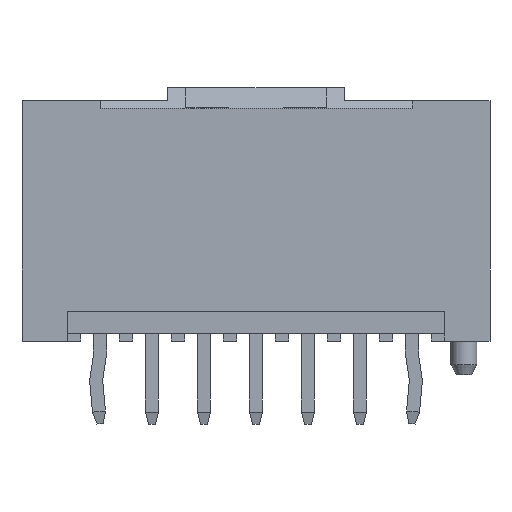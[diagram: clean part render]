
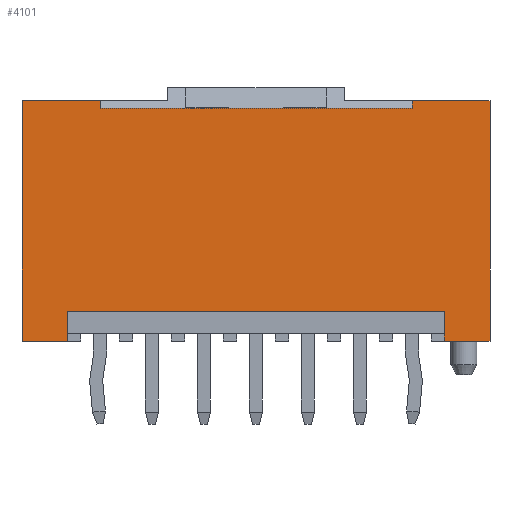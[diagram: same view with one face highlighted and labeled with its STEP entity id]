
A CAD part, front view. The second image highlights one B-rep face of the part: STEP entity #4101.
In plain terms, the highlighted planar face has unit normal (0, -1, 0).
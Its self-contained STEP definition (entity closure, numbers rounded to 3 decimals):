
#33=DIRECTION('',(0.,0.,-1.));
#34=VECTOR('',#33,9.25);
#35=CARTESIAN_POINT('',(-9.,-2.9,9.25));
#36=LINE('',#35,#34);
#357=DIRECTION('',(1.,0.,0.));
#358=VECTOR('',#357,12.);
#359=CARTESIAN_POINT('',(-6.,-2.9,8.95));
#360=LINE('',#359,#358);
#361=DIRECTION('',(0.,0.,-1.));
#362=VECTOR('',#361,0.3);
#363=CARTESIAN_POINT('',(6.,-2.9,9.25));
#364=LINE('',#363,#362);
#365=DIRECTION('',(1.,0.,0.));
#366=VECTOR('',#365,3.);
#367=CARTESIAN_POINT('',(6.,-2.9,9.25));
#368=LINE('',#367,#366);
#369=DIRECTION('',(0.,0.,-1.));
#370=VECTOR('',#369,1.15);
#371=CARTESIAN_POINT('',(7.25,-2.9,1.15));
#372=LINE('',#371,#370);
#373=DIRECTION('',(1.,0.,0.));
#374=VECTOR('',#373,14.5);
#375=CARTESIAN_POINT('',(-7.25,-2.9,1.15));
#376=LINE('',#375,#374);
#377=DIRECTION('',(0.,0.,-1.));
#378=VECTOR('',#377,1.15);
#379=CARTESIAN_POINT('',(-7.25,-2.9,1.15));
#380=LINE('',#379,#378);
#381=DIRECTION('',(1.,0.,0.));
#382=VECTOR('',#381,3.);
#383=CARTESIAN_POINT('',(-9.,-2.9,9.25));
#384=LINE('',#383,#382);
#385=DIRECTION('',(0.,0.,-1.));
#386=VECTOR('',#385,0.3);
#387=CARTESIAN_POINT('',(-6.,-2.9,9.25));
#388=LINE('',#387,#386);
#1298=DIRECTION('',(1.,0.,0.));
#1299=VECTOR('',#1298,1.75);
#1300=CARTESIAN_POINT('',(-9.,-2.9,0.));
#1301=LINE('',#1300,#1299);
#1306=DIRECTION('',(1.,0.,0.));
#1307=VECTOR('',#1306,1.75);
#1308=CARTESIAN_POINT('',(7.25,-2.9,0.));
#1309=LINE('',#1308,#1307);
#1396=DIRECTION('',(0.,0.,-1.));
#1397=VECTOR('',#1396,9.25);
#1398=CARTESIAN_POINT('',(9.,-2.9,9.25));
#1399=LINE('',#1398,#1397);
#2865=CARTESIAN_POINT('',(-9.,-2.9,9.25));
#2866=VERTEX_POINT('',#2865);
#2867=CARTESIAN_POINT('',(-9.,-2.9,0.));
#2868=VERTEX_POINT('',#2867);
#2881=CARTESIAN_POINT('',(9.,-2.9,9.25));
#2882=VERTEX_POINT('',#2881);
#2883=CARTESIAN_POINT('',(9.,-2.9,0.));
#2884=VERTEX_POINT('',#2883);
#2939=CARTESIAN_POINT('',(-7.25,-2.9,1.15));
#2940=CARTESIAN_POINT('',(-7.25,-2.9,0.));
#2941=VERTEX_POINT('',#2939);
#2942=VERTEX_POINT('',#2940);
#2943=CARTESIAN_POINT('',(7.25,-2.9,1.15));
#2944=CARTESIAN_POINT('',(7.25,-2.9,0.));
#2945=VERTEX_POINT('',#2943);
#2946=VERTEX_POINT('',#2944);
#3199=CARTESIAN_POINT('',(-6.,-2.9,8.95));
#3200=CARTESIAN_POINT('',(6.,-2.9,8.95));
#3201=VERTEX_POINT('',#3199);
#3202=VERTEX_POINT('',#3200);
#3203=CARTESIAN_POINT('',(6.,-2.9,9.25));
#3204=VERTEX_POINT('',#3203);
#3205=CARTESIAN_POINT('',(-6.,-2.9,9.25));
#3206=VERTEX_POINT('',#3205);
#4072=CARTESIAN_POINT('',(-9.,-2.9,9.25));
#4073=DIRECTION('',(0.,-1.,0.));
#4074=DIRECTION('',(0.,0.,-1.));
#4075=AXIS2_PLACEMENT_3D('',#4072,#4073,#4074);
#4076=PLANE('',#4075);
#4078=ORIENTED_EDGE('',*,*,#4077,.T.);
#4080=ORIENTED_EDGE('',*,*,#4079,.F.);
#4082=ORIENTED_EDGE('',*,*,#4081,.T.);
#4084=ORIENTED_EDGE('',*,*,#4083,.T.);
#4086=ORIENTED_EDGE('',*,*,#4085,.F.);
#4087=ORIENTED_EDGE('',*,*,#4041,.F.);
#4089=ORIENTED_EDGE('',*,*,#4088,.F.);
#4091=ORIENTED_EDGE('',*,*,#4090,.T.);
#4093=ORIENTED_EDGE('',*,*,#4092,.F.);
#4094=ORIENTED_EDGE('',*,*,#3792,.F.);
#4096=ORIENTED_EDGE('',*,*,#4095,.T.);
#4098=ORIENTED_EDGE('',*,*,#4097,.T.);
#4099=EDGE_LOOP('',(#4078,#4080,#4082,#4084,#4086,#4087,#4089,#4091,#4093,#4094,
#4096,#4098));
#4100=FACE_OUTER_BOUND('',#4099,.F.);
#4101=ADVANCED_FACE('',(#4100),#4076,.T.);
#3792=EDGE_CURVE('',#2866,#2868,#36,.T.);
#4041=EDGE_CURVE('',#2945,#2946,#372,.T.);
#4077=EDGE_CURVE('',#3201,#3202,#360,.T.);
#4079=EDGE_CURVE('',#3204,#3202,#364,.T.);
#4081=EDGE_CURVE('',#3204,#2882,#368,.T.);
#4083=EDGE_CURVE('',#2882,#2884,#1399,.T.);
#4085=EDGE_CURVE('',#2946,#2884,#1309,.T.);
#4088=EDGE_CURVE('',#2941,#2945,#376,.T.);
#4090=EDGE_CURVE('',#2941,#2942,#380,.T.);
#4092=EDGE_CURVE('',#2868,#2942,#1301,.T.);
#4095=EDGE_CURVE('',#2866,#3206,#384,.T.);
#4097=EDGE_CURVE('',#3206,#3201,#388,.T.);
